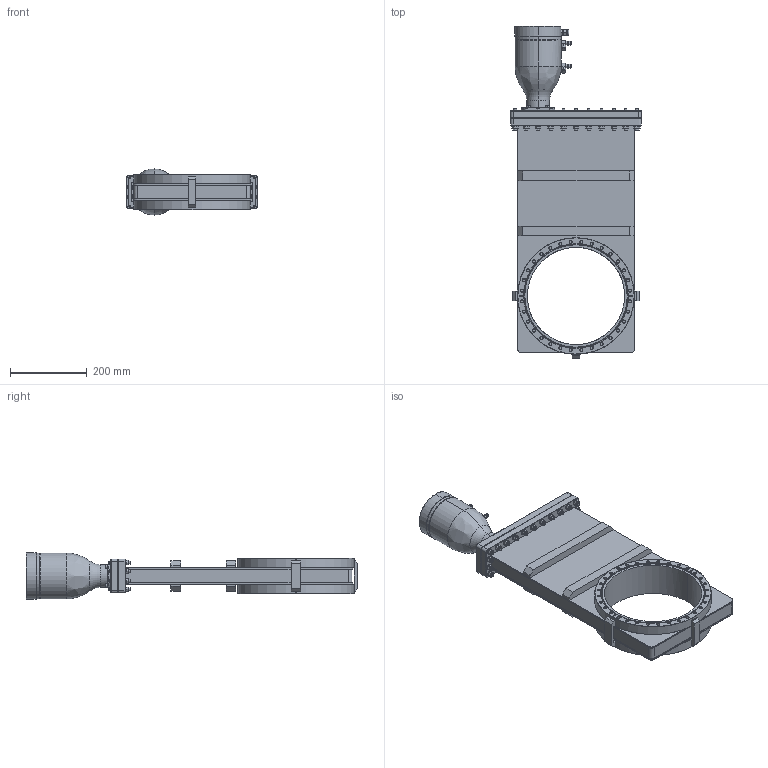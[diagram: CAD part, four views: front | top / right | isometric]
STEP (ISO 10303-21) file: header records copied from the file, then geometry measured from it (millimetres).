
FILE_DESCRIPTION (( 'STEP AP214' ), '1' );
FILE_NAME ('TLG-10000_PNEUMATIC_GATE_VALVE_METAL_BONNET.STEP', '2020-02-12T17:58:09', ( 'admin' ), ( 'Microsoft' ), 'SwSTEP 2.0', 'SolidWorks 2016', '' );
FILE_SCHEMA (( 'AUTOMOTIVE_DESIGN' ));
Length unit declared in the file: inch
Products named in the file (1): TLG-10000_PNEUMATIC_GATE_VALVE_METAL_BONNET
Bounding box: 341.38 x 867.38 x 120.4 mm (x, y, z)
Volume: 10265273.5 mm3; surface area: 740595.2 mm2
Topology: 4 solids, 4 shells, 2170 faces, 5269 edges, 3332 vertices
Faces by surface type: plane 1181, cone 580, cylinder 374, torus 33, bspline 2
Entity records: 95794 total; most frequent: CARTESIAN_POINT 49429, ORIENTED_EDGE 10538, DIRECTION 7598, EDGE_CURVE 5269, VERTEX_POINT 3332, VECTOR 2678, LINE 2678, AXIS2_PLACEMENT_3D 2460
